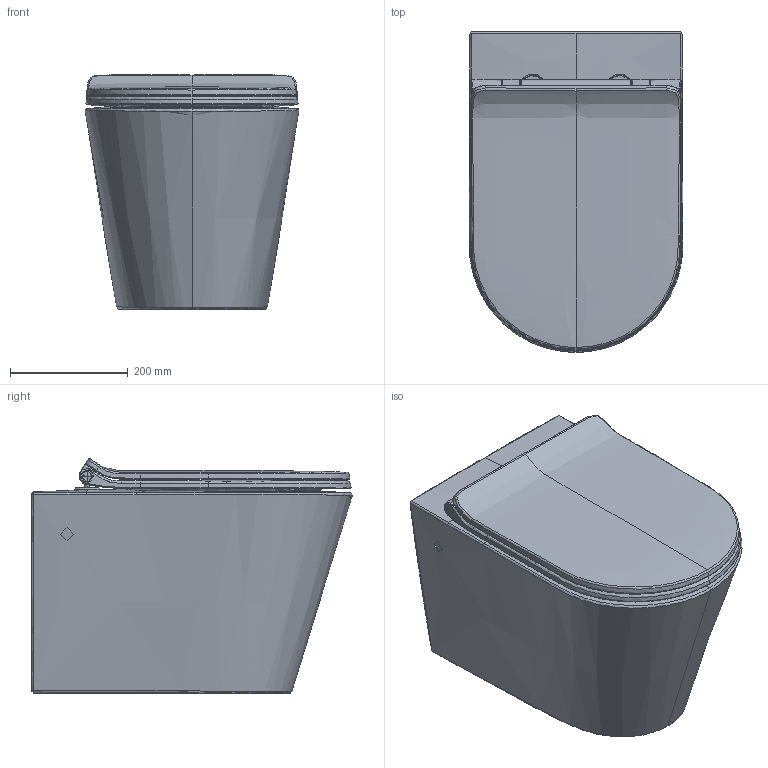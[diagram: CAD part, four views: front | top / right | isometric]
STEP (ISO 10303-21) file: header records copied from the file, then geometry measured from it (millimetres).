
FILE_DESCRIPTION(/* description */ (''),/* implementation_level */ '2;1');
FILE_NAME(/* name */ 'STEP - 4211C, I1694S_1832073',/* time_stamp */ '2024-09-24T10:12:07+10:00',/* author */ (''),/* organization */ (''),/* preprocessor_version */ 'ST-DEVELOPER v16.5',/* originating_system */ 'Rhino 7.37',/* authorisation */ '');
FILE_SCHEMA (('CONFIG_CONTROL_DESIGN'));
Products named in the file (19): Document; Document1; I1694S_ASM; I937-1010_ASM; 280348; 1I1007; 1I1006_ASM; BASE; 280347; OUSHIGAIBAN_ASM; 1I1171-B0; 1I1169; Block 01; 1I1162; 1I1170; 1I1161; 1I1171-A0; 250251; 1I1168-B0
Assembly tree (22 placements, depth 6):
  Document
    Document1
      I1694S_ASM
        I937-1010_ASM  x2
          280348
          1I1007
          1I1006_ASM
            BASE
            280347
        OUSHIGAIBAN_ASM
          1I1171-B0
          1I1169
            Block 01
          1I1162
          1I1170
          1I1161  x4
          1I1171-A0
          250251
        1I1168-B0
Bounding box: 362.73 x 543.95 x 398.09 mm (x, y, z)
Volume: 14435656.6 mm3; surface area: 2364277.6 mm2
Topology: 20 solids, 21 shells, 1791 faces, 4506 edges, 2772 vertices
Faces by surface type: bspline 989, plane 488, cylinder 314
Entity records: 118578 total; most frequent: CARTESIAN_POINT 92818, ORIENTED_EDGE 7766, EDGE_CURVE 3885, B_SPLINE_CURVE_WITH_KNOTS 2946, VERTEX_POINT 2382, EDGE_LOOP 1600, ADVANCED_FACE 1549, FACE_OUTER_BOUND 1549
